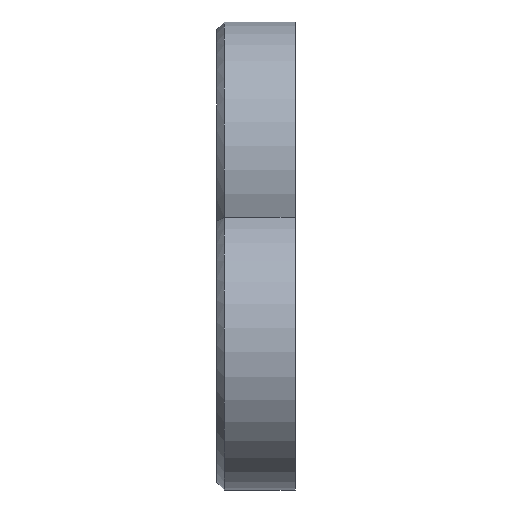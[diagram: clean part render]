
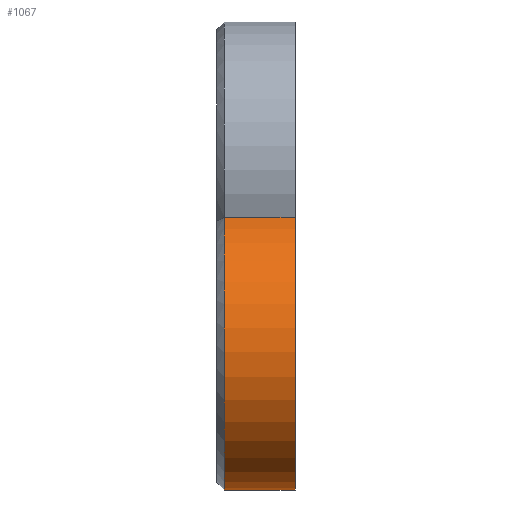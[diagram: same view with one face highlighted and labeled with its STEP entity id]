
A CAD part, left-side view. The second image highlights one B-rep face of the part: STEP entity #1067.
In plain terms, the highlighted cylindrical face has radius 19 mm (diameter 38 mm), a partial arc.
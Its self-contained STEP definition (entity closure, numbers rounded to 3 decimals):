
#151=FACE_OUTER_BOUND('',#245,.T.);
#245=EDGE_LOOP('',(#958,#959,#960,#961));
#300=LINE('',#1921,#355);
#301=LINE('',#1923,#356);
#355=VECTOR('',#1584,10.);
#356=VECTOR('',#1587,10.);
#372=CIRCLE('',#1113,19.);
#436=CIRCLE('',#1200,19.);
#453=VERTEX_POINT('',#1642);
#454=VERTEX_POINT('',#1644);
#529=VERTEX_POINT('',#1847);
#530=VERTEX_POINT('',#1854);
#553=EDGE_CURVE('',#454,#453,#372,.T.);
#640=EDGE_CURVE('',#529,#530,#436,.T.);
#674=EDGE_CURVE('',#454,#529,#300,.T.);
#675=EDGE_CURVE('',#530,#453,#301,.T.);
#958=ORIENTED_EDGE('',*,*,#674,.F.);
#959=ORIENTED_EDGE('',*,*,#553,.T.);
#960=ORIENTED_EDGE('',*,*,#675,.F.);
#961=ORIENTED_EDGE('',*,*,#640,.F.);
#998=CYLINDRICAL_SURFACE('',#1231,19.);
#1067=ADVANCED_FACE('',(#151),#998,.T.);
#1113=AXIS2_PLACEMENT_3D('',#1645,#1302,#1303);
#1200=AXIS2_PLACEMENT_3D('',#1855,#1491,#1492);
#1231=AXIS2_PLACEMENT_3D('',#1922,#1585,#1586);
#1302=DIRECTION('center_axis',(0.,1.,0.));
#1303=DIRECTION('ref_axis',(-1.,0.,0.));
#1491=DIRECTION('center_axis',(0.,1.,0.));
#1492=DIRECTION('ref_axis',(-1.,0.,0.));
#1584=DIRECTION('',(0.,1.,0.));
#1585=DIRECTION('center_axis',(0.,1.,0.));
#1586=DIRECTION('ref_axis',(-0.488,0.,-0.873));
#1587=DIRECTION('',(0.,-1.,0.));
#1642=CARTESIAN_POINT('',(19.924,16.,-73.717));
#1644=CARTESIAN_POINT('',(46.018,16.,-88.295));
#1645=CARTESIAN_POINT('Origin',(27.249,16.,-91.249));
#1847=CARTESIAN_POINT('',(46.018,25.5,-88.295));
#1854=CARTESIAN_POINT('',(19.924,25.5,-73.717));
#1855=CARTESIAN_POINT('Origin',(27.249,25.5,-91.249));
#1921=CARTESIAN_POINT('',(46.018,16.5,-88.295));
#1922=CARTESIAN_POINT('Origin',(27.249,16.5,-91.249));
#1923=CARTESIAN_POINT('',(19.924,16.5,-73.717));
